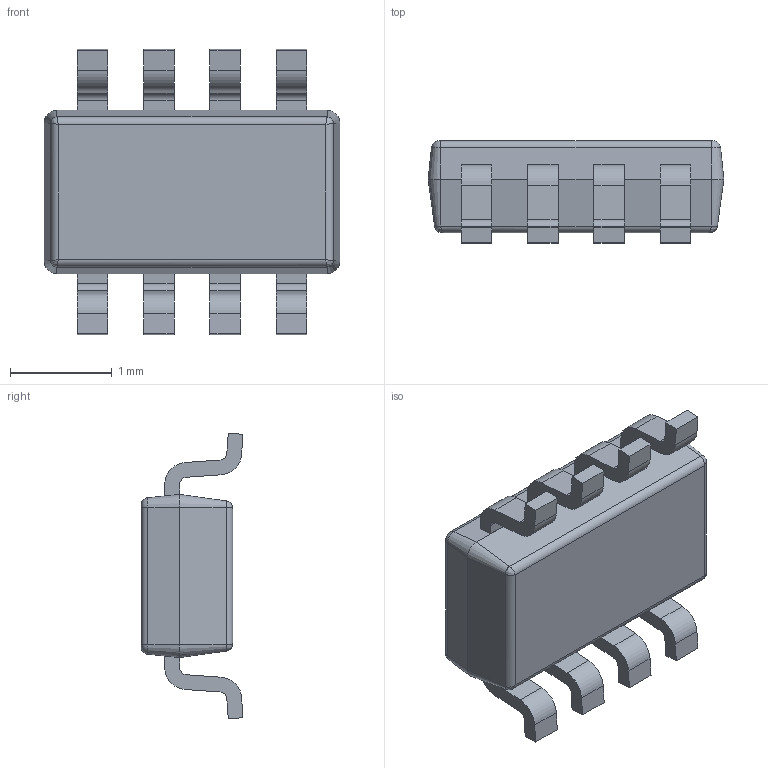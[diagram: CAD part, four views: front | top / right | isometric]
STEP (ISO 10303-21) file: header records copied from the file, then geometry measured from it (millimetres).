
FILE_DESCRIPTION (( 'STEP AP214' ), '1' );
FILE_NAME ('MP2233DJ-LF-Z.STEP', '2020-01-17T18:09:43', ( '' ), ( '' ), 'SwSTEP 2.0', 'SolidWorks 2017', '' );
FILE_SCHEMA (( 'AUTOMOTIVE_DESIGN' ));
Length unit declared in the file: millimetre
Products named in the file (1): MP2233DJ-LF-Z
Bounding box: 2.9 x 1 x 2.8 mm (x, y, z)
Volume: 4.3 mm3; surface area: 24.1 mm2
Topology: 10 solids, 10 shells, 153 faces, 372 edges, 236 vertices
Faces by surface type: plane 93, cylinder 44, cone 8, torus 4, bspline 4
Entity records: 5033 total; most frequent: CARTESIAN_POINT 1302, DIRECTION 748, ORIENTED_EDGE 736, EDGE_CURVE 368, LINE 264, VECTOR 264, AXIS2_PLACEMENT_3D 242, VERTEX_POINT 236
